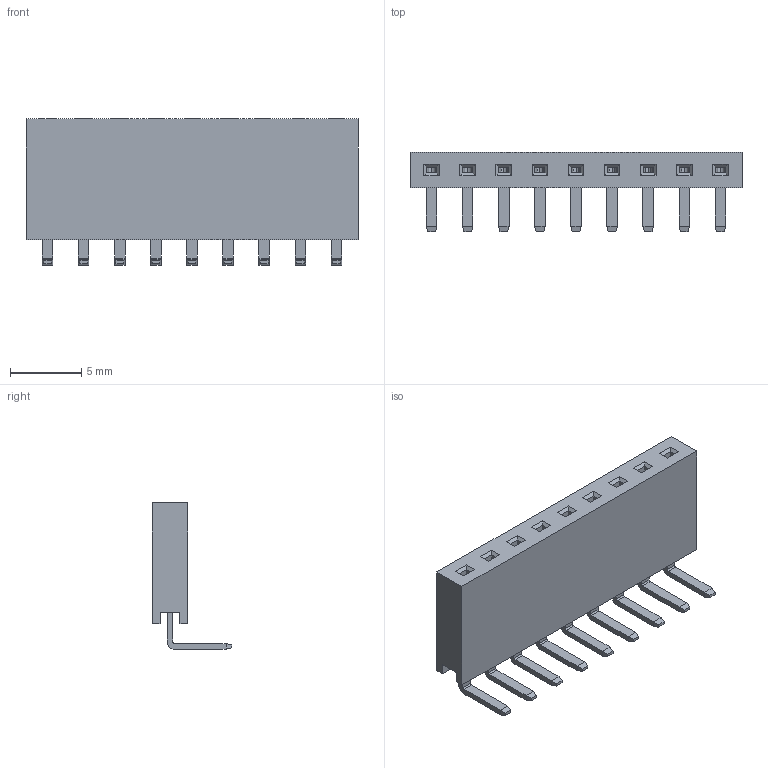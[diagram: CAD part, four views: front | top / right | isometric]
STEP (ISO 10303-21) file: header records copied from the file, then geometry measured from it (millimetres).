
FILE_DESCRIPTION( ( 'Unknown' ), '1' );
FILE_NAME( '613009143121.stp', 'Unknown', ( 'Unknown' ), ( 'Unknown' ), 'PSStep 14.0', 'Unknown', ' ' );
FILE_SCHEMA( ( 'AUTOMOTIVE_DESIGN { 1 0 10303 214 1 1 1 1 }' ) );
Length unit declared in the file: millimetre
Products named in the file (3): Assem1; 61300911821; 6130xx143121_PIN
Assembly tree (10 placements, depth 2):
  Assem1
    61300911821
    6130xx143121_PIN  x9
Bounding box: 23.36 x 5.59 x 10.3 mm (x, y, z)
Volume: 459.2 mm3; surface area: 1253 mm2
Topology: 10 solids, 10 shells, 397 faces, 1059 edges, 682 vertices
Faces by surface type: plane 343, cylinder 36, extrusion 18
Entity records: 5845 total; most frequent: CARTESIAN_POINT 835, ORIENTED_EDGE 790, DIRECTION 717, EDGE_CURVE 395, VECTOR 385, LINE 383, VERTEX_POINT 250, EDGE_LOOP 167
